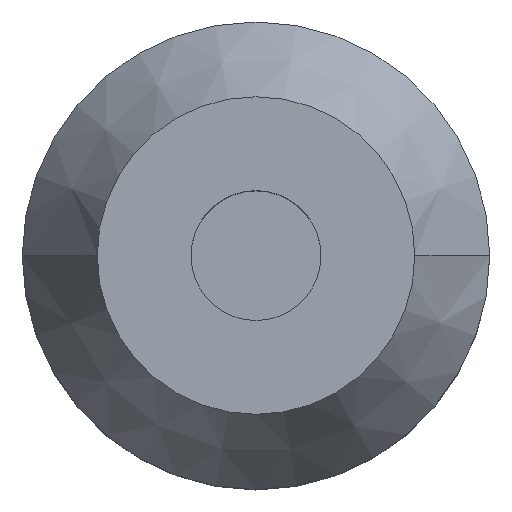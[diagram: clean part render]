
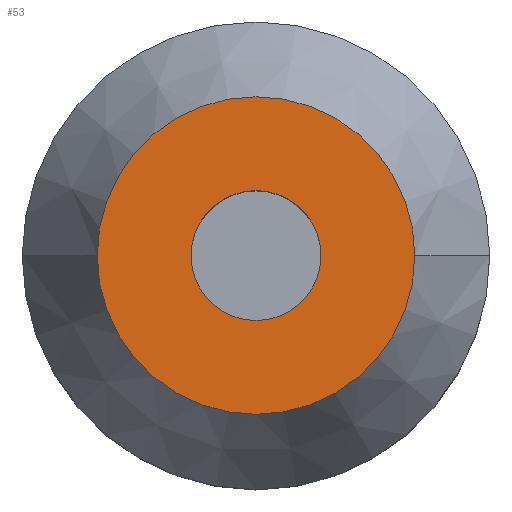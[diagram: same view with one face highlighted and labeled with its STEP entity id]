
A CAD part, top view. The second image highlights one B-rep face of the part: STEP entity #53.
In plain terms, the highlighted planar face has unit normal (0, 0, 1).
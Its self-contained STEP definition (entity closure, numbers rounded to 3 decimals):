
#9 = FACE_BOUND ( 'NONE', #264, .T. ) ;
#12 = CARTESIAN_POINT ( 'NONE',  ( -6.113, 0., 15. ) ) ;
#24 = CARTESIAN_POINT ( 'NONE',  ( 0., 0., 15. ) ) ;
#25 = EDGE_LOOP ( 'NONE', ( #201, #166 ) ) ;
#37 = EDGE_CURVE ( 'NONE', #282, #144, #40, .T. ) ;
#40 = CIRCLE ( 'NONE', #306, 6.113 ) ;
#53 = ADVANCED_FACE ( 'NONE', ( #250, #9 ), #208, .T. ) ;
#57 = AXIS2_PLACEMENT_3D ( 'NONE', #386, #210, #357 ) ;
#73 = CIRCLE ( 'NONE', #238, 2.5 ) ;
#78 = CARTESIAN_POINT ( 'NONE',  ( 0., 0., 15. ) ) ;
#111 = CARTESIAN_POINT ( 'NONE',  ( 0., 0., 15. ) ) ;
#144 = VERTEX_POINT ( 'NONE', #12 ) ;
#166 = ORIENTED_EDGE ( 'NONE', *, *, #37, .T. ) ;
#194 = DIRECTION ( 'NONE',  ( 1., 0., 0. ) ) ;
#201 = ORIENTED_EDGE ( 'NONE', *, *, #464, .T. ) ;
#202 = CARTESIAN_POINT ( 'NONE',  ( 2.5, 0., 15. ) ) ;
#208 = PLANE ( 'NONE',  #466 ) ;
#210 = DIRECTION ( 'NONE',  ( 0., 0., 1. ) ) ;
#216 = DIRECTION ( 'NONE',  ( 0., 0., 1. ) ) ;
#236 = VERTEX_POINT ( 'NONE', #413 ) ;
#238 = AXIS2_PLACEMENT_3D ( 'NONE', #24, #432, #194 ) ;
#241 = EDGE_CURVE ( 'NONE', #236, #477, #512, .T. ) ;
#248 = DIRECTION ( 'NONE',  ( 1., 0., 0. ) ) ;
#250 = FACE_OUTER_BOUND ( 'NONE', #25, .T. ) ;
#264 = EDGE_LOOP ( 'NONE', ( #500, #300 ) ) ;
#268 = DIRECTION ( 'NONE',  ( 1., 0., 0. ) ) ;
#282 = VERTEX_POINT ( 'NONE', #302 ) ;
#296 = AXIS2_PLACEMENT_3D ( 'NONE', #78, #480, #485 ) ;
#300 = ORIENTED_EDGE ( 'NONE', *, *, #241, .F. ) ;
#302 = CARTESIAN_POINT ( 'NONE',  ( 6.113, 0., 15. ) ) ;
#306 = AXIS2_PLACEMENT_3D ( 'NONE', #111, #216, #248 ) ;
#308 = CARTESIAN_POINT ( 'NONE',  ( 2.5, 0., 15. ) ) ;
#321 = EDGE_CURVE ( 'NONE', #477, #236, #73, .T. ) ;
#357 = DIRECTION ( 'NONE',  ( 1., 0., 0. ) ) ;
#386 = CARTESIAN_POINT ( 'NONE',  ( 0., 0., 15. ) ) ;
#405 = DIRECTION ( 'NONE',  ( 0., 0., 1. ) ) ;
#413 = CARTESIAN_POINT ( 'NONE',  ( -2.5, 0., 15. ) ) ;
#432 = DIRECTION ( 'NONE',  ( 0., 0., 1. ) ) ;
#464 = EDGE_CURVE ( 'NONE', #144, #282, #494, .T. ) ;
#466 = AXIS2_PLACEMENT_3D ( 'NONE', #308, #405, #268 ) ;
#477 = VERTEX_POINT ( 'NONE', #202 ) ;
#480 = DIRECTION ( 'NONE',  ( 0., 0., 1. ) ) ;
#485 = DIRECTION ( 'NONE',  ( 1., 0., 0. ) ) ;
#494 = CIRCLE ( 'NONE', #296, 6.113 ) ;
#500 = ORIENTED_EDGE ( 'NONE', *, *, #321, .F. ) ;
#512 = CIRCLE ( 'NONE', #57, 2.5 ) ;
